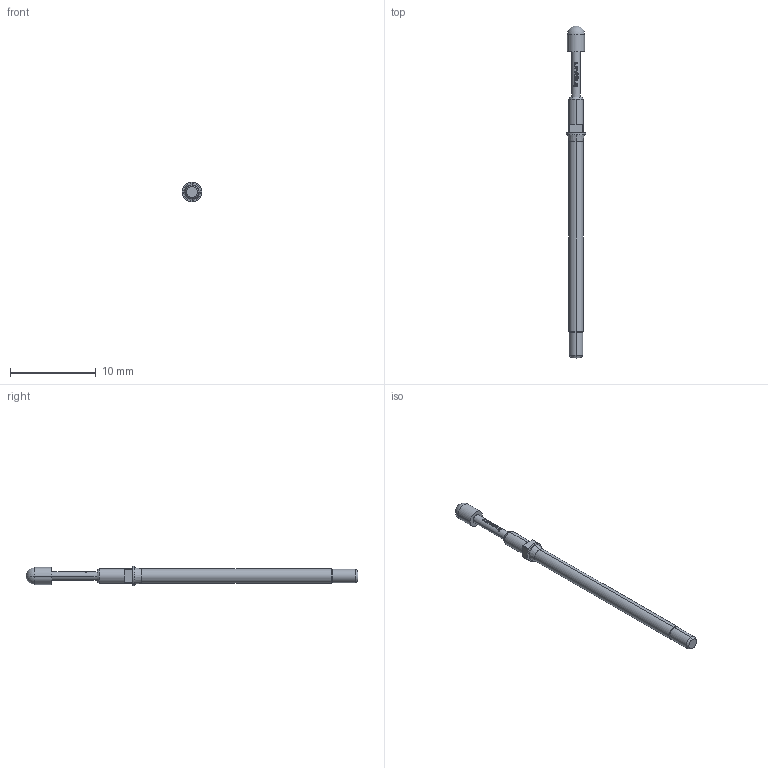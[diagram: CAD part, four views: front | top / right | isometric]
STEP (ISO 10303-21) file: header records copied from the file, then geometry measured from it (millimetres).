
FILE_DESCRIPTION (( 'STEP AP203' ), '1' );
FILE_NAME ('INGUN_GKS-112_305_200_A_xx05_M.STEP', '2022-01-18T10:58:20', ( 'ochi' ), ( '' ), 'SwSTEP 2.0', 'SolidWorks 2018', '' );
FILE_SCHEMA (( 'CONFIG_CONTROL_DESIGN' ));
Length unit declared in the file: millimetre
Products named in the file (1): INGUN_GKS-112_305_200_A_xx05_M
Bounding box: 2.3 x 38.8 x 2.3 mm (x, y, z)
Volume: 79 mm3; surface area: 203.6 mm2
Topology: 1 solids, 1 shells, 106 faces, 272 edges, 175 vertices
Faces by surface type: plane 56, bspline 22, cylinder 18, cone 6, sphere 2, torus 2
Entity records: 3519 total; most frequent: CARTESIAN_POINT 1048, ORIENTED_EDGE 536, DIRECTION 436, EDGE_CURVE 268, VERTEX_POINT 173, AXIS2_PLACEMENT_3D 169, EDGE_LOOP 115, FACE_OUTER_BOUND 106
